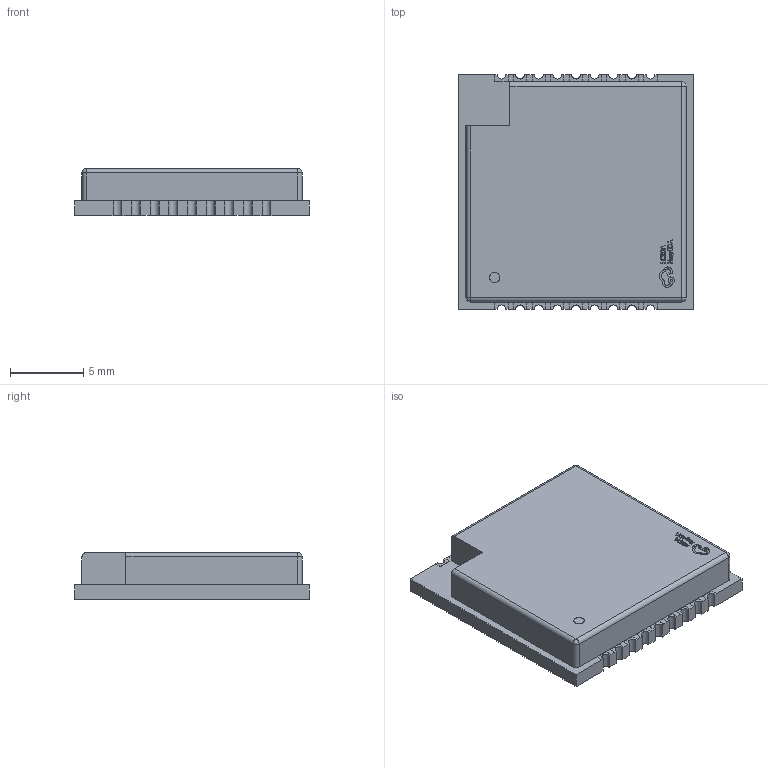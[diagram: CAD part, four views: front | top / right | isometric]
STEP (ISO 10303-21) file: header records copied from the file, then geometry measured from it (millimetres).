
FILE_DESCRIPTION (( 'STEP AP214' ), '1' );
FILE_NAME ('COMM-SMD_18P-L16.0-W16.0-P1.27-BL_RA-08H.step', '2022-06-21T13:03:05', ( '' ), ( '' ), 'SwSTEP 2.0', 'SolidWorks 2020', '' );
FILE_SCHEMA (( 'AUTOMOTIVE_DESIGN' ));
Length unit declared in the file: millimetre
Products named in the file (1): COMM-SMD_18P-L16.0-W16.0-P1.27-BL_RA-08H
Bounding box: 16 x 16 x 3.22 mm (x, y, z)
Volume: 727.7 mm3; surface area: 703.1 mm2
Topology: 1 solids, 1 shells, 488 faces, 1368 edges, 907 vertices
Faces by surface type: plane 346, bspline 114, cylinder 25, sphere 3
Entity records: 21655 total; most frequent: CARTESIAN_POINT 4519, ORIENTED_EDGE 2730, DIRECTION 1890, EDGE_CURVE 1365, LINE 1040, VECTOR 1040, VERTEX_POINT 907, EDGE_LOOP 516
